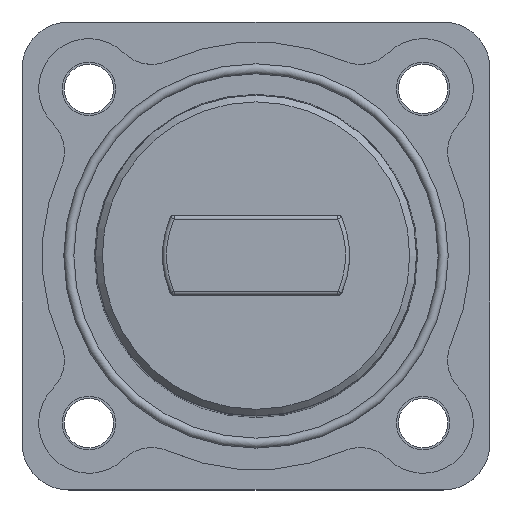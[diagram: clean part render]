
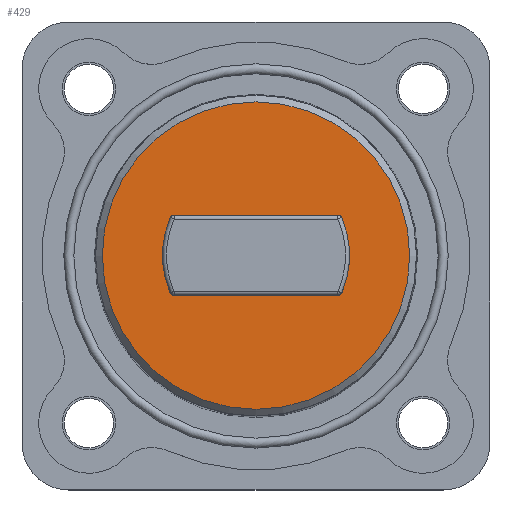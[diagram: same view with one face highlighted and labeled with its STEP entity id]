
A CAD part, top view. The second image highlights one B-rep face of the part: STEP entity #429.
In plain terms, the highlighted planar face has unit normal (0, 0, 1).
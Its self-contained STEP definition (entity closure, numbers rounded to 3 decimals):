
#148=LINE('',#2357,#196);
#149=LINE('',#2365,#197);
#196=VECTOR('',#1960,1.);
#197=VECTOR('',#1967,1.);
#355=FACE_BOUND('',#642,.T.);
#356=FACE_BOUND('',#643,.T.);
#429=ADVANCED_FACE('',(#355,#356),#477,.T.);
#477=PLANE('',#1579);
#642=EDGE_LOOP('',(#904,#905,#906,#907,#908,#909,#910,#911));
#643=EDGE_LOOP('',(#912));
#904=ORIENTED_EDGE('',*,*,#1256,.T.);
#905=ORIENTED_EDGE('',*,*,#1257,.T.);
#906=ORIENTED_EDGE('',*,*,#1258,.T.);
#907=ORIENTED_EDGE('',*,*,#1259,.T.);
#908=ORIENTED_EDGE('',*,*,#1260,.T.);
#909=ORIENTED_EDGE('',*,*,#1261,.T.);
#910=ORIENTED_EDGE('',*,*,#1262,.T.);
#911=ORIENTED_EDGE('',*,*,#1263,.T.);
#912=ORIENTED_EDGE('',*,*,#1144,.T.);
#1020=VERTEX_POINT('',#2092);
#1107=VERTEX_POINT('',#2353);
#1108=VERTEX_POINT('',#2354);
#1109=VERTEX_POINT('',#2356);
#1110=VERTEX_POINT('',#2358);
#1111=VERTEX_POINT('',#2360);
#1112=VERTEX_POINT('',#2362);
#1113=VERTEX_POINT('',#2364);
#1114=VERTEX_POINT('',#2366);
#1144=EDGE_CURVE('',#1020,#1020,#1315,.T.);
#1256=EDGE_CURVE('',#1107,#1108,#1395,.T.);
#1257=EDGE_CURVE('',#1108,#1109,#1396,.T.);
#1258=EDGE_CURVE('',#1109,#1110,#148,.T.);
#1259=EDGE_CURVE('',#1110,#1111,#1397,.T.);
#1260=EDGE_CURVE('',#1111,#1112,#1398,.T.);
#1261=EDGE_CURVE('',#1112,#1113,#1399,.T.);
#1262=EDGE_CURVE('',#1113,#1114,#149,.T.);
#1263=EDGE_CURVE('',#1114,#1107,#1400,.T.);
#1315=CIRCLE('',#1431,11.497);
#1395=CIRCLE('',#1573,7.);
#1396=CIRCLE('',#1574,0.3);
#1397=CIRCLE('',#1575,0.3);
#1398=CIRCLE('',#1576,7.);
#1399=CIRCLE('',#1577,0.3);
#1400=CIRCLE('',#1578,0.3);
#1431=AXIS2_PLACEMENT_3D('',#2091,#1640,#1641);
#1573=AXIS2_PLACEMENT_3D('',#2352,#1956,#1957);
#1574=AXIS2_PLACEMENT_3D('',#2355,#1958,#1959);
#1575=AXIS2_PLACEMENT_3D('',#2359,#1961,#1962);
#1576=AXIS2_PLACEMENT_3D('',#2361,#1963,#1964);
#1577=AXIS2_PLACEMENT_3D('',#2363,#1965,#1966);
#1578=AXIS2_PLACEMENT_3D('',#2367,#1968,#1969);
#1579=AXIS2_PLACEMENT_3D('',#2368,#1970,#1971);
#1640=DIRECTION('',(0.,0.,1.));
#1641=DIRECTION('',(1.,0.,0.));
#1956=DIRECTION('',(0.,0.,-1.));
#1957=DIRECTION('',(1.,0.,0.));
#1958=DIRECTION('',(0.,0.,-1.));
#1959=DIRECTION('',(-1.,0.,0.));
#1960=DIRECTION('',(1.,0.,0.));
#1961=DIRECTION('',(0.,0.,-1.));
#1962=DIRECTION('',(-1.,0.,0.));
#1963=DIRECTION('',(0.,0.,-1.));
#1964=DIRECTION('',(1.,0.,0.));
#1965=DIRECTION('',(0.,0.,-1.));
#1966=DIRECTION('',(1.,0.,0.));
#1967=DIRECTION('',(-1.,0.,0.));
#1968=DIRECTION('',(0.,0.,-1.));
#1969=DIRECTION('',(1.,0.,0.));
#1970=DIRECTION('',(0.,0.,1.));
#1971=DIRECTION('',(1.,0.,0.));
#2091=CARTESIAN_POINT('',(0.,0.,20.));
#2092=CARTESIAN_POINT('',(11.497,0.,20.));
#2352=CARTESIAN_POINT('',(0.,0.,20.));
#2353=CARTESIAN_POINT('',(-6.406,-2.821,20.));
#2354=CARTESIAN_POINT('',(-6.406,2.821,20.));
#2355=CARTESIAN_POINT('',(-6.132,2.7,20.));
#2356=CARTESIAN_POINT('',(-6.132,3.,20.));
#2357=CARTESIAN_POINT('',(10.155,3.,20.));
#2358=CARTESIAN_POINT('',(6.132,3.,20.));
#2359=CARTESIAN_POINT('',(6.132,2.7,20.));
#2360=CARTESIAN_POINT('',(6.406,2.821,20.));
#2361=CARTESIAN_POINT('',(0.,0.,20.));
#2362=CARTESIAN_POINT('',(6.406,-2.821,20.));
#2363=CARTESIAN_POINT('',(6.132,-2.7,20.));
#2364=CARTESIAN_POINT('',(6.132,-3.,20.));
#2365=CARTESIAN_POINT('',(10.155,-3.,20.));
#2366=CARTESIAN_POINT('',(-6.132,-3.,20.));
#2367=CARTESIAN_POINT('',(-6.132,-2.7,20.));
#2368=CARTESIAN_POINT('',(0.,0.,20.));
